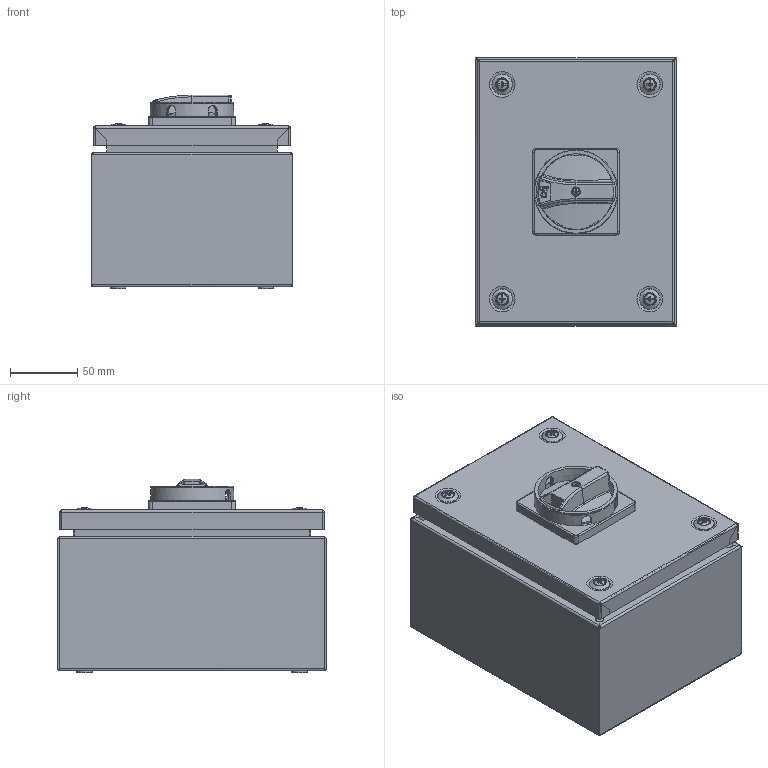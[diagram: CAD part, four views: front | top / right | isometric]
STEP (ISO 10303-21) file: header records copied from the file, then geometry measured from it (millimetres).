
FILE_DESCRIPTION(/* description */ (''),/* implementation_level */ '2;1');
FILE_NAME(/* name */ '40601407 con maniglia GAX61.stp',/* time_stamp */ '2019-12-03T11:06:22+01:00',/* author */ (''),/* organization */ (''),/* preprocessor_version */ 'ST-DEVELOPER v16',/* originating_system */ 'SIEMENS PLM Software NX 10.0',/* authorisation */ '');
FILE_SCHEMA (('AP203_CONFIGURATION_CONTROLLED_3D_DESIGN_OF_MECHANICAL_PARTS_AND_ASSEMBLIES_MIM_LF { 1 0 10303 403 2 1 2}'));
Length unit declared in the file: millimetre
Products named in the file (1): Ferr2C187C3Bxda3
Bounding box: 150 x 200 x 144.6 mm (x, y, z)
Surface area: 191710.7 mm2 (no closed solid volume)
Topology: 0 solids, 26 shells, 337 faces, 1291 edges, 942 vertices
Faces by surface type: plane 174, cylinder 70, bspline 47, torus 24, cone 12, sphere 10
Full cylindrical faces by diameter (mm): 5 x4, 6 x1, 9 x4, 11.5 x4, 59.5 x1, 61.8 x1
Entity records: 16411 total; most frequent: CARTESIAN_POINT 6267, DIRECTION 1969, ORIENTED_EDGE 1812, EDGE_CURVE 1247, VERTEX_POINT 935, LINE 673, VECTOR 673, AXIS2_PLACEMENT_3D 648
